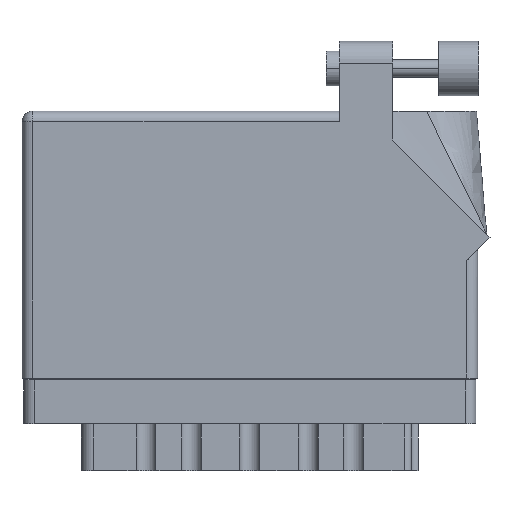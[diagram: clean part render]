
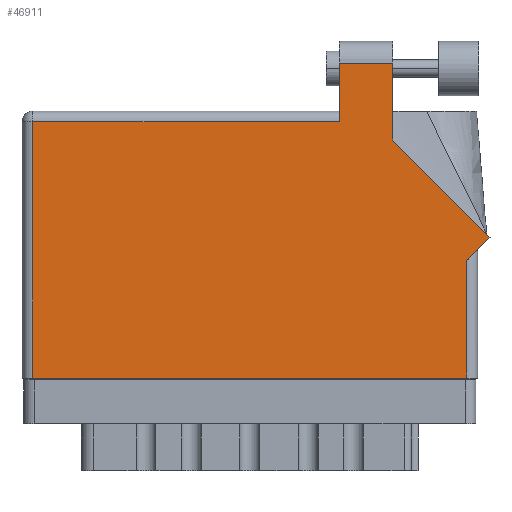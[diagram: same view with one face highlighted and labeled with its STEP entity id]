
A CAD part, front view. The second image highlights one B-rep face of the part: STEP entity #46911.
In plain terms, the highlighted face is planar.
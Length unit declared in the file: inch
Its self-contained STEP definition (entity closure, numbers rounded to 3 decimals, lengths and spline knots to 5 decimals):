
#711 = CARTESIAN_POINT ( 'NONE',  ( 2.68271, 0.80771, 0. ) ) ;
#2677 = VECTOR ( 'NONE', #37328, 39.37008 ) ;
#2963 = EDGE_CURVE ( 'NONE', #53089, #3551, #37161, .T. ) ;
#3310 = LINE ( 'NONE', #20785, #2677 ) ;
#3551 = VERTEX_POINT ( 'NONE', #11844 ) ;
#3785 = CARTESIAN_POINT ( 'NONE',  ( 1.819, 1.53, 0. ) ) ;
#4241 = CARTESIAN_POINT ( 'NONE',  ( 0., 1.468, 0. ) ) ;
#4246 = EDGE_LOOP ( 'NONE', ( #33034, #47703, #22190, #27122, #32461, #44552, #29662, #51955, #20863 ) ) ;
#4542 = LINE ( 'NONE', #13691, #14810 ) ;
#5746 = CARTESIAN_POINT ( 'NONE',  ( 1.819, 1.805, 0. ) ) ;
#7797 = VECTOR ( 'NONE', #13849, 39.37008 ) ;
#11253 = CARTESIAN_POINT ( 'NONE',  ( 2.126, 1.36442, 0. ) ) ;
#11272 = EDGE_CURVE ( 'NONE', #41953, #31285, #3310, .T. ) ;
#11844 = CARTESIAN_POINT ( 'NONE',  ( 2.126, 1.805, 0. ) ) ;
#13691 = CARTESIAN_POINT ( 'NONE',  ( 2.55, 0.737, 0. ) ) ;
#13849 = DIRECTION ( 'NONE',  ( -0.707, 0.707, 0. ) ) ;
#14810 = VECTOR ( 'NONE', #30390, 39.37008 ) ;
#16286 = VERTEX_POINT ( 'NONE', #46500 ) ;
#16652 = CARTESIAN_POINT ( 'NONE',  ( 2.55, 0., 0. ) ) ;
#16760 = LINE ( 'NONE', #711, #7797 ) ;
#18982 = EDGE_CURVE ( 'NONE', #20328, #53089, #16760, .T. ) ;
#19643 = VECTOR ( 'NONE', #23089, 39.37008 ) ;
#20151 = VECTOR ( 'NONE', #32779, 39.37008 ) ;
#20328 = VERTEX_POINT ( 'NONE', #47186 ) ;
#20785 = CARTESIAN_POINT ( 'NONE',  ( 0.062, 0., 0. ) ) ;
#20863 = ORIENTED_EDGE ( 'NONE', *, *, #18982, .T. ) ;
#21154 = LINE ( 'NONE', #4241, #30874 ) ;
#21636 = AXIS2_PLACEMENT_3D ( 'NONE', #46590, #25541, #46958 ) ;
#21735 = FACE_OUTER_BOUND ( 'NONE', #4246, .T. ) ;
#22178 = VECTOR ( 'NONE', #31952, 39.37008 ) ;
#22190 = ORIENTED_EDGE ( 'NONE', *, *, #52835, .T. ) ;
#22457 = DIRECTION ( 'NONE',  ( 1., 0., 0. ) ) ;
#22717 = EDGE_CURVE ( 'NONE', #31285, #39495, #23389, .T. ) ;
#23089 = DIRECTION ( 'NONE',  ( -1., 0., 0. ) ) ;
#23389 = LINE ( 'NONE', #38979, #37078 ) ;
#24890 = CARTESIAN_POINT ( 'NONE',  ( 1.819, 1.805, 0. ) ) ;
#25541 = DIRECTION ( 'NONE',  ( 0., 0., -1. ) ) ;
#25900 = PLANE ( 'NONE',  #21636 ) ;
#27122 = ORIENTED_EDGE ( 'NONE', *, *, #41645, .T. ) ;
#27635 = EDGE_CURVE ( 'NONE', #3551, #27820, #40447, .T. ) ;
#27820 = VERTEX_POINT ( 'NONE', #24890 ) ;
#29662 = ORIENTED_EDGE ( 'NONE', *, *, #32044, .T. ) ;
#30180 = CARTESIAN_POINT ( 'NONE',  ( 2.126, 1.36442, 0. ) ) ;
#30390 = DIRECTION ( 'NONE',  ( 0., 1., 0. ) ) ;
#30874 = VECTOR ( 'NONE', #49355, 39.37008 ) ;
#31285 = VERTEX_POINT ( 'NONE', #32314 ) ;
#31952 = DIRECTION ( 'NONE',  ( 0., 1., 0. ) ) ;
#32044 = EDGE_CURVE ( 'NONE', #39495, #45094, #4542, .T. ) ;
#32314 = CARTESIAN_POINT ( 'NONE',  ( 0.062, 0., 0. ) ) ;
#32461 = ORIENTED_EDGE ( 'NONE', *, *, #11272, .T. ) ;
#32532 = LINE ( 'NONE', #3785, #20151 ) ;
#32779 = DIRECTION ( 'NONE',  ( 0., -1., 0. ) ) ;
#33034 = ORIENTED_EDGE ( 'NONE', *, *, #2963, .T. ) ;
#37078 = VECTOR ( 'NONE', #22457, 39.37008 ) ;
#37161 = LINE ( 'NONE', #11253, #22178 ) ;
#37328 = DIRECTION ( 'NONE',  ( 0., -1., 0. ) ) ;
#38350 = CARTESIAN_POINT ( 'NONE',  ( 2.612, 0.737, 0. ) ) ;
#38644 = CARTESIAN_POINT ( 'NONE',  ( 0.062, 1.468, 0. ) ) ;
#38979 = CARTESIAN_POINT ( 'NONE',  ( 0., 0., 0. ) ) ;
#39495 = VERTEX_POINT ( 'NONE', #16652 ) ;
#39507 = CARTESIAN_POINT ( 'NONE',  ( 2.55, 0.675, 0. ) ) ;
#40447 = LINE ( 'NONE', #5746, #19643 ) ;
#41350 = LINE ( 'NONE', #38350, #43278 ) ;
#41645 = EDGE_CURVE ( 'NONE', #16286, #41953, #21154, .T. ) ;
#41953 = VERTEX_POINT ( 'NONE', #38644 ) ;
#43278 = VECTOR ( 'NONE', #46124, 39.37008 ) ;
#44552 = ORIENTED_EDGE ( 'NONE', *, *, #22717, .T. ) ;
#45094 = VERTEX_POINT ( 'NONE', #39507 ) ;
#46124 = DIRECTION ( 'NONE',  ( 0.707, 0.707, 0. ) ) ;
#46190 = EDGE_CURVE ( 'NONE', #45094, #20328, #41350, .T. ) ;
#46500 = CARTESIAN_POINT ( 'NONE',  ( 1.819, 1.468, 0. ) ) ;
#46590 = CARTESIAN_POINT ( 'NONE',  ( 0., 1.53, 0. ) ) ;
#46911 = ADVANCED_FACE ( 'NONE', ( #21735 ), #25900, .F. ) ;
#46958 = DIRECTION ( 'NONE',  ( -1., 0., 0. ) ) ;
#47186 = CARTESIAN_POINT ( 'NONE',  ( 2.68271, 0.80771, 0. ) ) ;
#47703 = ORIENTED_EDGE ( 'NONE', *, *, #27635, .T. ) ;
#49355 = DIRECTION ( 'NONE',  ( -1., 0., 0. ) ) ;
#51955 = ORIENTED_EDGE ( 'NONE', *, *, #46190, .T. ) ;
#52835 = EDGE_CURVE ( 'NONE', #27820, #16286, #32532, .T. ) ;
#53089 = VERTEX_POINT ( 'NONE', #30180 ) ;
